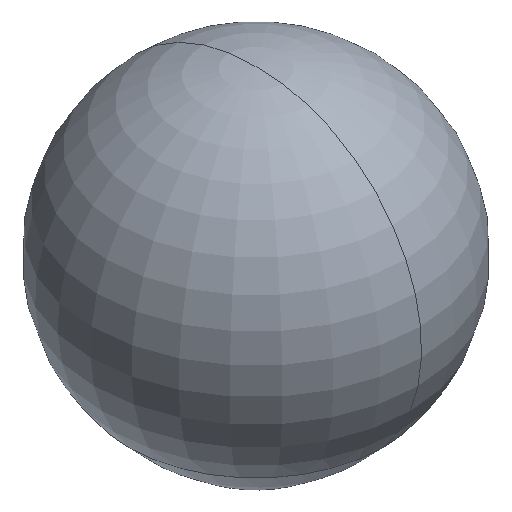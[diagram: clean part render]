
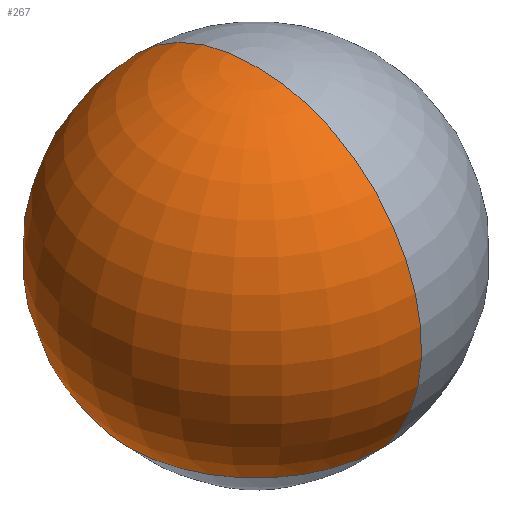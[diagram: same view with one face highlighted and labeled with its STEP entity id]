
A CAD part, isometric view. The second image highlights one B-rep face of the part: STEP entity #267.
In plain terms, the highlighted toroidal (fillet/blend) face has major radius 9.692 mm and minor radius 405.267 mm.
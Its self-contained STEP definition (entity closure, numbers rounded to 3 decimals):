
#1 = EDGE_CURVE ( 'NONE', #209, #236, #197, .T. ) ;
#20 = DIRECTION ( 'NONE',  ( 0., 0., 1. ) ) ;
#24 = CIRCLE ( 'NONE', #348, 405.267 ) ;
#35 = FACE_OUTER_BOUND ( 'NONE', #98, .T. ) ;
#37 = ORIENTED_EDGE ( 'NONE', *, *, #156, .T. ) ;
#50 = DIRECTION ( 'NONE',  ( -1., 0., 0. ) ) ;
#54 = EDGE_CURVE ( 'NONE', #209, #101, #80, .T. ) ;
#80 = CIRCLE ( 'NONE', #176, 405.267 ) ;
#85 = DIRECTION ( 'NONE',  ( 0., 1., 0. ) ) ;
#98 = EDGE_LOOP ( 'NONE', ( #309, #237, #37 ) ) ;
#101 = VERTEX_POINT ( 'NONE', #240 ) ;
#122 = AXIS2_PLACEMENT_3D ( 'NONE', #170, #20, #219 ) ;
#124 = DIRECTION ( 'NONE',  ( 0., 0., 1. ) ) ;
#140 = TOROIDAL_SURFACE ( 'NONE', #324, 9.692, 405.267 ) ;
#156 = EDGE_CURVE ( 'NONE', #236, #101, #24, .T. ) ;
#170 = CARTESIAN_POINT ( 'NONE',  ( 0., 85.846, -217.92 ) ) ;
#176 = AXIS2_PLACEMENT_3D ( 'NONE', #239, #264, #85 ) ;
#195 = CARTESIAN_POINT ( 'NONE',  ( 0., 85.846, 44.791 ) ) ;
#196 = CARTESIAN_POINT ( 'NONE',  ( 0., 404.123, -217.92 ) ) ;
#197 = CIRCLE ( 'NONE', #122, 318.277 ) ;
#209 = VERTEX_POINT ( 'NONE', #196 ) ;
#216 = DIRECTION ( 'NONE',  ( 0., 0., 1. ) ) ;
#219 = DIRECTION ( 'NONE',  ( 0., -1., 0. ) ) ;
#236 = VERTEX_POINT ( 'NONE', #350 ) ;
#237 = ORIENTED_EDGE ( 'NONE', *, *, #1, .T. ) ;
#239 = CARTESIAN_POINT ( 'NONE',  ( 0., 95.538, 44.791 ) ) ;
#240 = CARTESIAN_POINT ( 'NONE',  ( 0., 85.846, 449.942 ) ) ;
#264 = DIRECTION ( 'NONE',  ( 1., 0., 0. ) ) ;
#267 = ADVANCED_FACE ( 'NONE', ( #35 ), #140, .T. ) ;
#289 = CARTESIAN_POINT ( 'NONE',  ( 0., 76.154, 44.791 ) ) ;
#309 = ORIENTED_EDGE ( 'NONE', *, *, #54, .F. ) ;
#322 = DIRECTION ( 'NONE',  ( 0., -1., 0. ) ) ;
#324 = AXIS2_PLACEMENT_3D ( 'NONE', #195, #124, #322 ) ;
#348 = AXIS2_PLACEMENT_3D ( 'NONE', #289, #50, #216 ) ;
#350 = CARTESIAN_POINT ( 'NONE',  ( 0., -232.431, -217.92 ) ) ;
